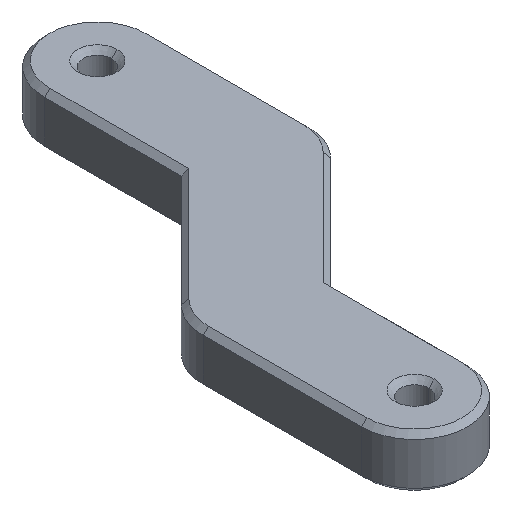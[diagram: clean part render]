
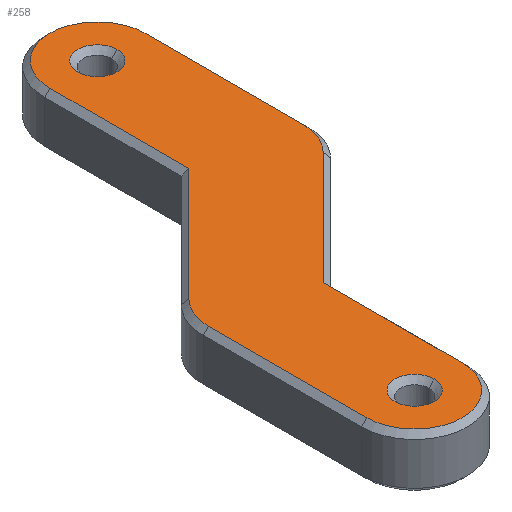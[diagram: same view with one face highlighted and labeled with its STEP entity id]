
A CAD part, isometric view. The second image highlights one B-rep face of the part: STEP entity #258.
In plain terms, the highlighted planar face has unit normal (0, 0, 1).
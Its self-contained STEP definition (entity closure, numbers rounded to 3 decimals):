
#1 = AXIS2_PLACEMENT_3D ( 'NONE', #802, #232, #420 ) ;
#10 = FACE_OUTER_BOUND ( 'NONE', #171, .T. ) ;
#12 = VERTEX_POINT ( 'NONE', #976 ) ;
#16 = ORIENTED_EDGE ( 'NONE', *, *, #67, .T. ) ;
#31 = CARTESIAN_POINT ( 'NONE',  ( 7.5, 42., 2.5 ) ) ;
#67 = EDGE_CURVE ( 'NONE', #903, #12, #514, .T. ) ;
#71 = EDGE_LOOP ( 'NONE', ( #873, #567 ) ) ;
#81 = CARTESIAN_POINT ( 'NONE',  ( 16.5, 42., 2.5 ) ) ;
#83 = FACE_BOUND ( 'NONE', #71, .T. ) ;
#90 = DIRECTION ( 'NONE',  ( 0., -1., 0. ) ) ;
#93 = LINE ( 'NONE', #276, #813 ) ;
#107 = DIRECTION ( 'NONE',  ( 1., 0., 0. ) ) ;
#115 = ORIENTED_EDGE ( 'NONE', *, *, #960, .T. ) ;
#150 = DIRECTION ( 'NONE',  ( 0.707, 0.707, 0. ) ) ;
#154 = EDGE_CURVE ( 'NONE', #702, #787, #913, .T. ) ;
#162 = DIRECTION ( 'NONE',  ( 1., 0., 0. ) ) ;
#168 = CARTESIAN_POINT ( 'NONE',  ( -4.5, 15., 2.5 ) ) ;
#171 = EDGE_LOOP ( 'NONE', ( #250, #16, #197, #115, #359, #931, #1101, #333, #497, #1136 ) ) ;
#172 = EDGE_CURVE ( 'NONE', #977, #568, #1135, .T. ) ;
#185 = EDGE_CURVE ( 'NONE', #266, #257, #731, .T. ) ;
#197 = ORIENTED_EDGE ( 'NONE', *, *, #688, .T. ) ;
#203 = EDGE_CURVE ( 'NONE', #1141, #977, #1121, .T. ) ;
#225 = VERTEX_POINT ( 'NONE', #808 ) ;
#232 = DIRECTION ( 'NONE',  ( 0., 0., 1. ) ) ;
#239 = AXIS2_PLACEMENT_3D ( 'NONE', #1044, #654, #747 ) ;
#250 = ORIENTED_EDGE ( 'NONE', *, *, #1176, .T. ) ;
#256 = AXIS2_PLACEMENT_3D ( 'NONE', #483, #870, #776 ) ;
#257 = VERTEX_POINT ( 'NONE', #375 ) ;
#258 = ADVANCED_FACE ( 'NONE', ( #861, #83, #10 ), #362, .T. ) ;
#266 = VERTEX_POINT ( 'NONE', #297 ) ;
#269 = CARTESIAN_POINT ( 'NONE',  ( 8.818, 30.182, 2.5 ) ) ;
#272 = EDGE_CURVE ( 'NONE', #568, #754, #456, .T. ) ;
#274 = CARTESIAN_POINT ( 'NONE',  ( 0., 0., 2.5 ) ) ;
#276 = CARTESIAN_POINT ( 'NONE',  ( 7.5, 27., 2.5 ) ) ;
#290 = EDGE_CURVE ( 'NONE', #843, #225, #455, .T. ) ;
#297 = CARTESIAN_POINT ( 'NONE',  ( 4.5, 0., 2.5 ) ) ;
#308 = DIRECTION ( 'NONE',  ( 1., 0., 0. ) ) ;
#330 = CARTESIAN_POINT ( 'NONE',  ( -3.182, 18.182, 2.5 ) ) ;
#333 = ORIENTED_EDGE ( 'NONE', *, *, #272, .T. ) ;
#337 = LINE ( 'NONE', #1100, #668 ) ;
#359 = ORIENTED_EDGE ( 'NONE', *, *, #1045, .T. ) ;
#362 = PLANE ( 'NONE',  #239 ) ;
#374 = AXIS2_PLACEMENT_3D ( 'NONE', #822, #1201, #162 ) ;
#375 = CARTESIAN_POINT ( 'NONE',  ( 4.5, 13.136, 2.5 ) ) ;
#376 = AXIS2_PLACEMENT_3D ( 'NONE', #829, #444, #717 ) ;
#394 = CIRCLE ( 'NONE', #780, 1.85 ) ;
#406 = DIRECTION ( 'NONE',  ( 0., 0., 1. ) ) ;
#412 = VERTEX_POINT ( 'NONE', #31 ) ;
#417 = EDGE_CURVE ( 'NONE', #225, #843, #394, .T. ) ;
#420 = DIRECTION ( 'NONE',  ( 1., 0., 0. ) ) ;
#426 = VECTOR ( 'NONE', #454, 1000. ) ;
#444 = DIRECTION ( 'NONE',  ( 0., 0., 1. ) ) ;
#454 = DIRECTION ( 'NONE',  ( 0., 1., 0. ) ) ;
#455 = CIRCLE ( 'NONE', #1156, 1.85 ) ;
#456 = LINE ( 'NONE', #1131, #1056 ) ;
#461 = DIRECTION ( 'NONE',  ( 0., 0., -1. ) ) ;
#471 = EDGE_LOOP ( 'NONE', ( #1146, #1183 ) ) ;
#483 = CARTESIAN_POINT ( 'NONE',  ( 0., 0., 2.5 ) ) ;
#497 = ORIENTED_EDGE ( 'NONE', *, *, #865, .T. ) ;
#503 = CARTESIAN_POINT ( 'NONE',  ( -1.85, 0., 2.5 ) ) ;
#514 = CIRCLE ( 'NONE', #1155, 4.5 ) ;
#530 = CIRCLE ( 'NONE', #1, 4.5 ) ;
#536 = VECTOR ( 'NONE', #643, 1000. ) ;
#545 = CARTESIAN_POINT ( 'NONE',  ( 15.182, 23.818, 2.5 ) ) ;
#551 = DIRECTION ( 'NONE',  ( 0., -1., 0. ) ) ;
#567 = ORIENTED_EDGE ( 'NONE', *, *, #154, .T. ) ;
#568 = VERTEX_POINT ( 'NONE', #168 ) ;
#625 = CIRCLE ( 'NONE', #256, 4.5 ) ;
#630 = VECTOR ( 'NONE', #1114, 1000. ) ;
#643 = DIRECTION ( 'NONE',  ( -0.707, -0.707, 0. ) ) ;
#647 = CARTESIAN_POINT ( 'NONE',  ( 16.5, 27., 2.5 ) ) ;
#654 = DIRECTION ( 'NONE',  ( 0., 0., 1. ) ) ;
#668 = VECTOR ( 'NONE', #150, 1000. ) ;
#687 = CARTESIAN_POINT ( 'NONE',  ( 0., 0., 2.5 ) ) ;
#688 = EDGE_CURVE ( 'NONE', #12, #748, #846, .T. ) ;
#702 = VERTEX_POINT ( 'NONE', #1229 ) ;
#717 = DIRECTION ( 'NONE',  ( 1., 0., 0. ) ) ;
#725 = DIRECTION ( 'NONE',  ( 0., 0., -1. ) ) ;
#731 = LINE ( 'NONE', #1208, #630 ) ;
#747 = DIRECTION ( 'NONE',  ( 1., 0., 0. ) ) ;
#748 = VERTEX_POINT ( 'NONE', #81 ) ;
#754 = VERTEX_POINT ( 'NONE', #841 ) ;
#776 = DIRECTION ( 'NONE',  ( 1., 0., 0. ) ) ;
#780 = AXIS2_PLACEMENT_3D ( 'NONE', #687, #974, #803 ) ;
#787 = VERTEX_POINT ( 'NONE', #795 ) ;
#795 = CARTESIAN_POINT ( 'NONE',  ( 13.85, 42., 2.5 ) ) ;
#802 = CARTESIAN_POINT ( 'NONE',  ( 12., 42., 2.5 ) ) ;
#803 = DIRECTION ( 'NONE',  ( 1., 0., 0. ) ) ;
#808 = CARTESIAN_POINT ( 'NONE',  ( 1.85, 0., 2.5 ) ) ;
#813 = VECTOR ( 'NONE', #551, 1000. ) ;
#816 = DIRECTION ( 'NONE',  ( 1., 0., 0. ) ) ;
#822 = CARTESIAN_POINT ( 'NONE',  ( 12., 42., 2.5 ) ) ;
#829 = CARTESIAN_POINT ( 'NONE',  ( 0., 15., 2.5 ) ) ;
#841 = CARTESIAN_POINT ( 'NONE',  ( -4.5, 0., 2.5 ) ) ;
#843 = VERTEX_POINT ( 'NONE', #503 ) ;
#846 = LINE ( 'NONE', #647, #426 ) ;
#861 = FACE_BOUND ( 'NONE', #471, .T. ) ;
#865 = EDGE_CURVE ( 'NONE', #754, #266, #625, .T. ) ;
#870 = DIRECTION ( 'NONE',  ( 0., 0., 1. ) ) ;
#873 = ORIENTED_EDGE ( 'NONE', *, *, #1139, .T. ) ;
#903 = VERTEX_POINT ( 'NONE', #545 ) ;
#907 = CARTESIAN_POINT ( 'NONE',  ( 12., 42., 2.5 ) ) ;
#913 = CIRCLE ( 'NONE', #374, 1.85 ) ;
#931 = ORIENTED_EDGE ( 'NONE', *, *, #203, .T. ) ;
#958 = AXIS2_PLACEMENT_3D ( 'NONE', #907, #725, #816 ) ;
#960 = EDGE_CURVE ( 'NONE', #748, #412, #530, .T. ) ;
#974 = DIRECTION ( 'NONE',  ( 0., 0., -1. ) ) ;
#976 = CARTESIAN_POINT ( 'NONE',  ( 16.5, 27., 2.5 ) ) ;
#977 = VERTEX_POINT ( 'NONE', #330 ) ;
#1044 = CARTESIAN_POINT ( 'NONE',  ( 12., 27., 2.5 ) ) ;
#1045 = EDGE_CURVE ( 'NONE', #412, #1141, #93, .T. ) ;
#1056 = VECTOR ( 'NONE', #90, 1000. ) ;
#1100 = CARTESIAN_POINT ( 'NONE',  ( 15.182, 23.818, 2.5 ) ) ;
#1101 = ORIENTED_EDGE ( 'NONE', *, *, #172, .T. ) ;
#1107 = CARTESIAN_POINT ( 'NONE',  ( 7.5, 28.864, 2.5 ) ) ;
#1114 = DIRECTION ( 'NONE',  ( 0., 1., 0. ) ) ;
#1121 = LINE ( 'NONE', #269, #536 ) ;
#1131 = CARTESIAN_POINT ( 'NONE',  ( -4.5, 0., 2.5 ) ) ;
#1135 = CIRCLE ( 'NONE', #376, 4.5 ) ;
#1136 = ORIENTED_EDGE ( 'NONE', *, *, #185, .T. ) ;
#1139 = EDGE_CURVE ( 'NONE', #787, #702, #1172, .T. ) ;
#1141 = VERTEX_POINT ( 'NONE', #1107 ) ;
#1146 = ORIENTED_EDGE ( 'NONE', *, *, #417, .T. ) ;
#1155 = AXIS2_PLACEMENT_3D ( 'NONE', #1164, #406, #308 ) ;
#1156 = AXIS2_PLACEMENT_3D ( 'NONE', #274, #461, #107 ) ;
#1164 = CARTESIAN_POINT ( 'NONE',  ( 12., 27., 2.5 ) ) ;
#1172 = CIRCLE ( 'NONE', #958, 1.85 ) ;
#1176 = EDGE_CURVE ( 'NONE', #257, #903, #337, .T. ) ;
#1183 = ORIENTED_EDGE ( 'NONE', *, *, #290, .T. ) ;
#1201 = DIRECTION ( 'NONE',  ( 0., 0., -1. ) ) ;
#1208 = CARTESIAN_POINT ( 'NONE',  ( 4.5, 27., 2.5 ) ) ;
#1229 = CARTESIAN_POINT ( 'NONE',  ( 10.15, 42., 2.5 ) ) ;
